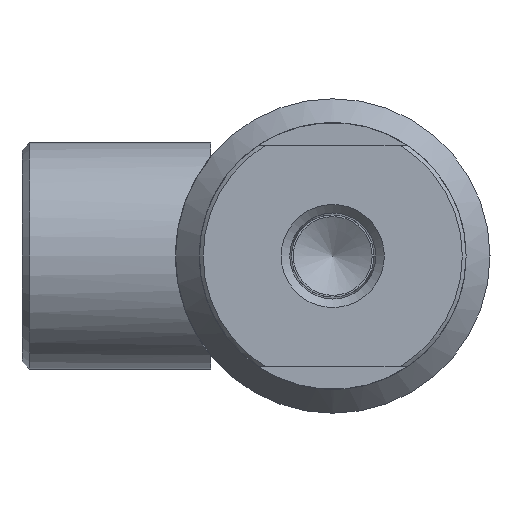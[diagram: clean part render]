
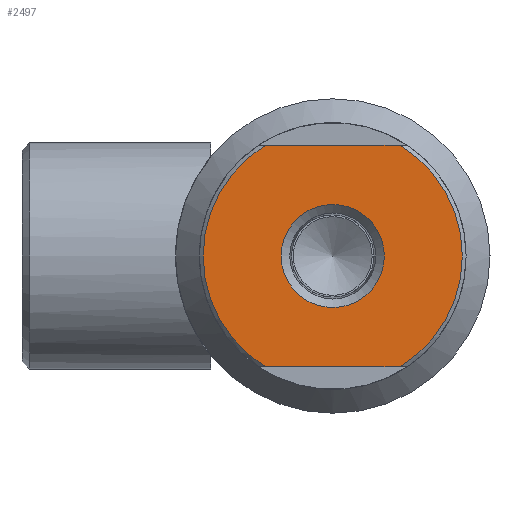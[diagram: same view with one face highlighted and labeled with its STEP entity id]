
A CAD part, left-side view. The second image highlights one B-rep face of the part: STEP entity #2497.
In plain terms, the highlighted planar face has unit normal (-1, 0, 0).
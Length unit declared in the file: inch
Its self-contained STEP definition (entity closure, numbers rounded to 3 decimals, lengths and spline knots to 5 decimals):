
#78=FACE_BOUND('',#459,.T.);
#301=FACE_OUTER_BOUND('',#458,.T.);
#458=EDGE_LOOP('',(#2185,#2186,#2187,#2188));
#459=EDGE_LOOP('',(#2189));
#582=CIRCLE('',#2707,0.205);
#591=CIRCLE('',#2725,0.515);
#596=CIRCLE('',#2734,0.515);
#767=LINE('',#4499,#951);
#771=LINE('',#4518,#955);
#951=VECTOR('',#3313,0.53526);
#955=VECTOR('',#3323,0.53526);
#1179=VERTEX_POINT('',#4475);
#1186=VERTEX_POINT('',#4494);
#1187=VERTEX_POINT('',#4498);
#1192=VERTEX_POINT('',#4513);
#1193=VERTEX_POINT('',#4517);
#1524=EDGE_CURVE('',#1179,#1179,#582,.T.);
#1532=EDGE_CURVE('',#1187,#1186,#767,.T.);
#1539=EDGE_CURVE('',#1193,#1192,#771,.T.);
#1545=EDGE_CURVE('',#1187,#1192,#591,.T.);
#1550=EDGE_CURVE('',#1193,#1186,#596,.T.);
#2185=ORIENTED_EDGE('',*,*,#1532,.T.);
#2186=ORIENTED_EDGE('',*,*,#1550,.F.);
#2187=ORIENTED_EDGE('',*,*,#1539,.T.);
#2188=ORIENTED_EDGE('',*,*,#1545,.F.);
#2189=ORIENTED_EDGE('',*,*,#1524,.T.);
#2366=PLANE('',#2733);
#2497=ADVANCED_FACE('',(#301,#78),#2366,.T.);
#2707=AXIS2_PLACEMENT_3D('',#4476,#3291,#3292);
#2725=AXIS2_PLACEMENT_3D('',#4530,#3335,#3336);
#2733=AXIS2_PLACEMENT_3D('',#4542,#3351,#3352);
#2734=AXIS2_PLACEMENT_3D('',#4543,#3353,#3354);
#3291=DIRECTION('center_axis',(1.,0.,0.));
#3292=DIRECTION('ref_axis',(0.,-1.,0.));
#3313=DIRECTION('',(0.,-1.,0.));
#3323=DIRECTION('',(0.,1.,0.));
#3335=DIRECTION('center_axis',(1.,0.,0.));
#3336=DIRECTION('ref_axis',(0.,1.,0.));
#3351=DIRECTION('center_axis',(-1.,0.,0.));
#3352=DIRECTION('ref_axis',(0.,0.,1.));
#3353=DIRECTION('center_axis',(1.,0.,0.));
#3354=DIRECTION('ref_axis',(0.,1.,0.));
#4475=CARTESIAN_POINT('',(0.,-0.205,0.));
#4476=CARTESIAN_POINT('Origin',(0.,0.,
0.));
#4494=CARTESIAN_POINT('',(0.,-0.26763,-0.44));
#4498=CARTESIAN_POINT('',(0.,0.26763,-0.44));
#4499=CARTESIAN_POINT('',(0.,-0.07659,-0.44));
#4513=CARTESIAN_POINT('',(0.,0.26763,0.44));
#4517=CARTESIAN_POINT('',(0.,-0.26763,0.44));
#4518=CARTESIAN_POINT('',(0.,0.36266,0.44));
#4530=CARTESIAN_POINT('Origin',(0.,0.,0.));
#4542=CARTESIAN_POINT('Origin',(0.,0.2575,0.));
#4543=CARTESIAN_POINT('Origin',(0.,0.,0.));
